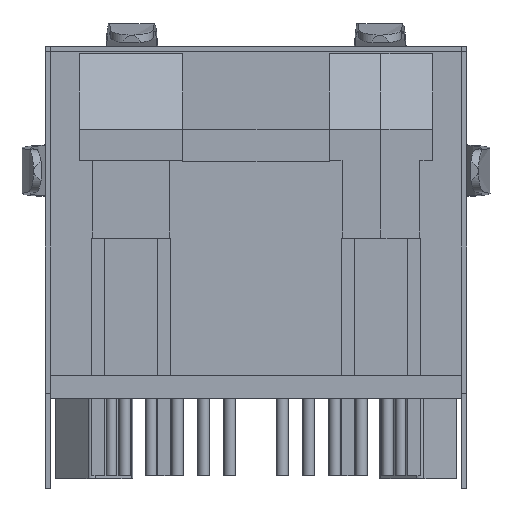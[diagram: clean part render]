
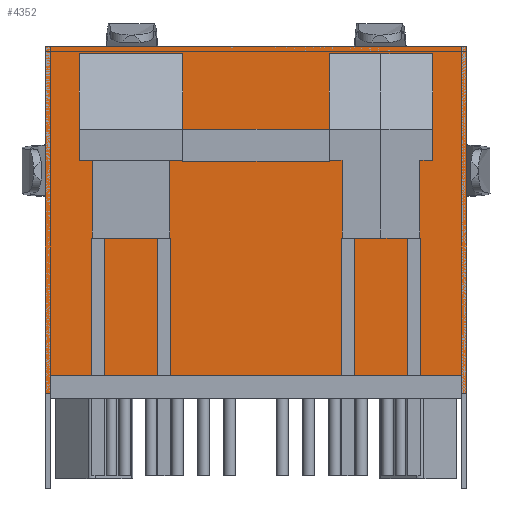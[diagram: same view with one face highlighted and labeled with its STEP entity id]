
A CAD part, front view. The second image highlights one B-rep face of the part: STEP entity #4352.
In plain terms, the highlighted free-form (B-spline) face has degree [1, 1] with [2, 2] control points.
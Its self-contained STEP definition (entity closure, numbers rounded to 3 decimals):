
#4224=CARTESIAN_POINT('',(8.15,-2.765,13.61));
#4225=VERTEX_POINT('',#4224);
#4240=CARTESIAN_POINT('',(-8.15,-2.765,13.61));
#4241=VERTEX_POINT('',#4240);
#4248=CARTESIAN_POINT('',(8.15,-2.765,13.61));
#4249=DIRECTION('',(-1.0,0.0,0.0));
#4250=VECTOR('',#4249,16.3);
#4251=LINE('',#4248,#4250);
#4252=EDGE_CURVE('',#4241,#4225,#4251,.F.);
#4264=CARTESIAN_POINT('',(8.15,-2.765,0.21));
#4265=VERTEX_POINT('',#4264);
#4279=CARTESIAN_POINT('',(8.15,-2.765,13.61));
#4280=DIRECTION('',(0.0,0.0,-1.0));
#4281=VECTOR('',#4280,13.4);
#4282=LINE('',#4279,#4281);
#4283=EDGE_CURVE('',#4225,#4265,#4282,.T.);
#4319=CARTESIAN_POINT('',(-8.15,-2.765,0.21));
#4320=VERTEX_POINT('',#4319);
#4327=CARTESIAN_POINT('',(-8.15,-2.765,0.21));
#4328=DIRECTION('',(0.0,0.0,1.0));
#4329=VECTOR('',#4328,13.4);
#4330=LINE('',#4327,#4329);
#4331=EDGE_CURVE('',#4320,#4241,#4330,.T.);
#4336=CARTESIAN_POINT('',(8.15,-2.765,13.61));
#4337=CARTESIAN_POINT('',(8.15,-2.765,0.21));
#4338=CARTESIAN_POINT('',(-8.15,-2.765,13.61));
#4339=CARTESIAN_POINT('',(-8.15,-2.765,0.21));
#4340=B_SPLINE_SURFACE_WITH_KNOTS('',1,1,((#4336,#4338),(#4337,#4339)),.UNSPECIFIED.,.F.,.F.,.U.,(2,2),(2,2),(0.0,13.4),(0.0,16.3),.UNSPECIFIED.);
#4341=CARTESIAN_POINT('',(8.15,-2.765,0.21));
#4342=DIRECTION('',(-1.0,0.0,0.0));
#4343=VECTOR('',#4342,16.3);
#4344=LINE('',#4341,#4343);
#4345=EDGE_CURVE('',#4265,#4320,#4344,.T.);
#4346=ORIENTED_EDGE('',*,*,#4345,.F.);
#4347=ORIENTED_EDGE('',*,*,#4283,.F.);
#4348=ORIENTED_EDGE('',*,*,#4252,.F.);
#4349=ORIENTED_EDGE('',*,*,#4331,.F.);
#4350=EDGE_LOOP('',(#4346,#4347,#4348,#4349));
#4351=FACE_OUTER_BOUND('',#4350,.T.);
#4352=ADVANCED_FACE('',(#4351),#4340,.F.);
